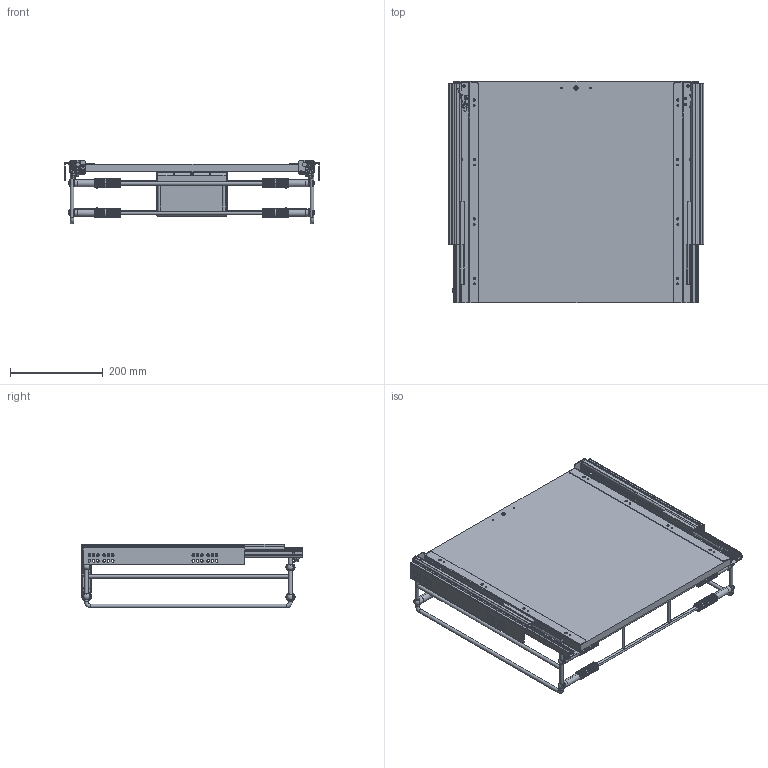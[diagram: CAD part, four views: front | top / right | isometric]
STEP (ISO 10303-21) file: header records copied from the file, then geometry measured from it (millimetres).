
FILE_DESCRIPTION((''),'2;1');
FILE_NAME('42016014CESTA 500-600.stp','2019-07-11T07:54:05',('Fernando'),(''),'Autodesk Inventor 2010','Autodesk Inventor 2010','');
FILE_SCHEMA(('AUTOMOTIVE_DESIGN { 1 0 10303 214 1 1 1 1 }'));
Length unit declared in the file: millimetre
Products named in the file (31): 42016014CESTA 500-600; LATERAL cesta; PLETINA DCHA ZAPATERO; QUADRO V6.470 EB12.5 SS2 DCHA; MEDIO V6.470 EB 12.5 SS2 DCHA; CENTRO V6; piston DERECHA; FUNDA V6.470 DCHA; TABLA 500; PLETINA DCHA ZAPATERO_SIM; QUADRO V6.470 EB12.5 SS2 IZQDA; MEDIO V6.470 EB 12.5 SS2 IZQDA; CENTRO V6.470 IZQDA; piston IZQDA; FUNDA V6.470 IZQDA; A TIRADOR FRONTAL HOGAR mod 6; TRASERA mod 6; click derecho G_SIM; tapon trasero IZQDO; tapon trasero DCHO; LOGO 30x30; click fijacion 30x30; S0035308 hulstalogo 30x30; DIN ISO 7050 - C-H ST4,8 x 32 - C - H; FRONTAL 500-600; FRONTAL HOGAR 500-600; CC00105 CJTO PISTON 2010; S0062707 PISTON; S0062808 ARANDELA 2010; S0103514 CAUCHO
Assembly tree (36 placements, depth 4):
  42016014CESTA 500-600
    LATERAL cesta  x2
    PLETINA DCHA ZAPATERO
    QUADRO V6.470 EB12.5 SS2 DCHA
      MEDIO V6.470 EB 12.5 SS2 DCHA
      CENTRO V6
      piston DERECHA
      FUNDA V6.470 DCHA
    TABLA 500
    PLETINA DCHA ZAPATERO_SIM
    QUADRO V6.470 EB12.5 SS2 IZQDA
      MEDIO V6.470 EB 12.5 SS2 IZQDA
      CENTRO V6.470 IZQDA
      piston IZQDA
      FUNDA V6.470 IZQDA
    A TIRADOR FRONTAL HOGAR mod 6
    TRASERA mod 6
    click derecho G_SIM
    tapon trasero IZQDO
    tapon trasero DCHO
    LOGO 30x30  x2
      click fijacion 30x30
      LOGO 30x30
      S0035308 hulstalogo 30x30
    DIN ISO 7050 - C-H ST4,8 x 32 - C - H
    FRONTAL 500-600  x2
      FRONTAL HOGAR 500-600
      CC00105 CJTO PISTON 2010
        S0062707 PISTON
        S0062808 ARANDELA 2010
        S0103514 CAUCHO
Bounding box: 550 x 477.98 x 137 mm (x, y, z)
Volume: 4125686.9 mm3; surface area: 1254595.8 mm2
Topology: 52 solids, 54 shells, 5005 faces, 12516 edges, 7458 vertices
Faces by surface type: plane 2089, cylinder 1997, sphere 395, bspline 274, torus 156, cone 94
Full cylindrical faces by diameter (mm): 0.8 x8, 1.8 x8, 2 x4, 3.8 x8, 4 x5, 4.2 x8, 4.5 x8, 4.8 x1, 5 x10, 5.4 x4, 6 x48, 8 x10, 9 x16, 9.3 x1, 15 x16, 15.2 x16, 16 x8, 18.2 x8, 18.201 x8
Entity records: 73413 total; most frequent: CARTESIAN_POINT 17263, DIRECTION 11464, ORIENTED_EDGE 11324, EDGE_CURVE 5662, AXIS2_PLACEMENT_3D 3938, VERTEX_POINT 3641, VECTOR 3588, LINE 3588
